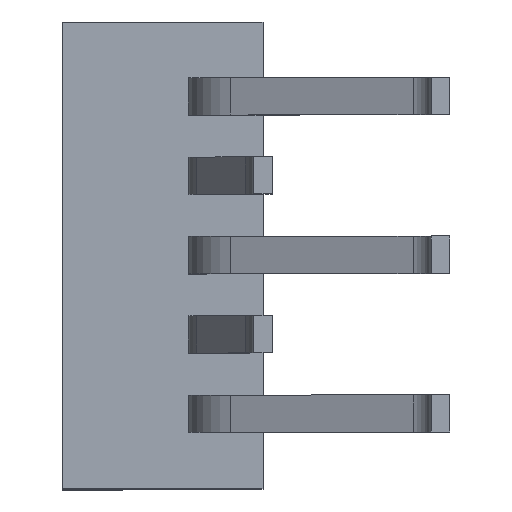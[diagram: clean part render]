
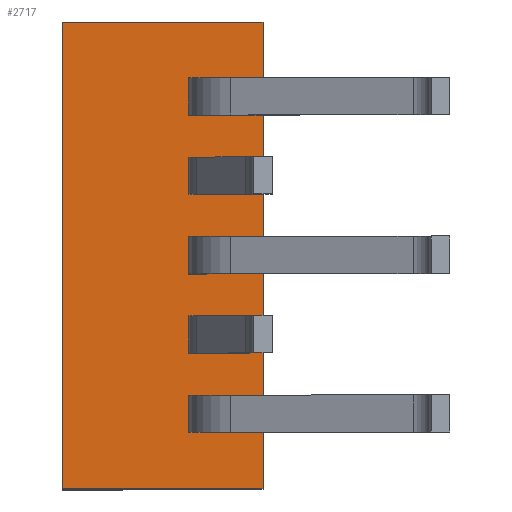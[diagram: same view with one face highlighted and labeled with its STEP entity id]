
A CAD part, top view. The second image highlights one B-rep face of the part: STEP entity #2717.
In plain terms, the highlighted face is planar.
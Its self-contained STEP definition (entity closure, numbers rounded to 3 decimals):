
#33 = CARTESIAN_POINT ( 'NONE',  ( 0., 9., 4.3 ) ) ;
#139 = VECTOR ( 'NONE', #3406, 1000. ) ;
#214 = DIRECTION ( 'NONE',  ( 0., 0., -1. ) ) ;
#231 = CARTESIAN_POINT ( 'NONE',  ( 0., 9., 0. ) ) ;
#339 = CARTESIAN_POINT ( 'NONE',  ( 0., 9., 0. ) ) ;
#430 = AXIS2_PLACEMENT_3D ( 'NONE', #662, #3480, #3261 ) ;
#545 = VECTOR ( 'NONE', #1637, 1000. ) ;
#662 = CARTESIAN_POINT ( 'NONE',  ( 0., 9., 4.3 ) ) ;
#798 = VERTEX_POINT ( 'NONE', #3508 ) ;
#843 = ORIENTED_EDGE ( 'NONE', *, *, #2305, .F. ) ;
#889 = EDGE_CURVE ( 'NONE', #2583, #2977, #1079, .T. ) ;
#1062 = ORIENTED_EDGE ( 'NONE', *, *, #3000, .F. ) ;
#1079 = LINE ( 'NONE', #2757, #3090 ) ;
#1119 = ORIENTED_EDGE ( 'NONE', *, *, #2306, .T. ) ;
#1197 = ORIENTED_EDGE ( 'NONE', *, *, #889, .T. ) ;
#1406 = EDGE_LOOP ( 'NONE', ( #1119, #843, #1062, #1197 ) ) ;
#1419 = LINE ( 'NONE', #33, #139 ) ;
#1637 = DIRECTION ( 'NONE',  ( -1., 0., 0. ) ) ;
#2076 = CARTESIAN_POINT ( 'NONE',  ( 0., 9., 4.3 ) ) ;
#2305 = EDGE_CURVE ( 'NONE', #798, #3564, #1419, .T. ) ;
#2306 = EDGE_CURVE ( 'NONE', #2977, #3564, #3382, .T. ) ;
#2358 = PLANE ( 'NONE',  #430 ) ;
#2522 = VECTOR ( 'NONE', #2663, 1000. ) ;
#2583 = VERTEX_POINT ( 'NONE', #3374 ) ;
#2663 = DIRECTION ( 'NONE',  ( -1., 0., 0. ) ) ;
#2717 = ADVANCED_FACE ( 'NONE', ( #3192 ), #2358, .F. ) ;
#2757 = CARTESIAN_POINT ( 'NONE',  ( 10., 9., 4.3 ) ) ;
#2942 = LINE ( 'NONE', #2076, #2522 ) ;
#2977 = VERTEX_POINT ( 'NONE', #3254 ) ;
#3000 = EDGE_CURVE ( 'NONE', #2583, #798, #2942, .T. ) ;
#3090 = VECTOR ( 'NONE', #214, 1000. ) ;
#3192 = FACE_OUTER_BOUND ( 'NONE', #1406, .T. ) ;
#3254 = CARTESIAN_POINT ( 'NONE',  ( 10., 9., 0. ) ) ;
#3261 = DIRECTION ( 'NONE',  ( 0., 0., -1. ) ) ;
#3374 = CARTESIAN_POINT ( 'NONE',  ( 10., 9., 4.3 ) ) ;
#3382 = LINE ( 'NONE', #231, #545 ) ;
#3406 = DIRECTION ( 'NONE',  ( 0., 0., -1. ) ) ;
#3480 = DIRECTION ( 'NONE',  ( 0., -1., 0. ) ) ;
#3508 = CARTESIAN_POINT ( 'NONE',  ( 0., 9., 4.3 ) ) ;
#3564 = VERTEX_POINT ( 'NONE', #339 ) ;
